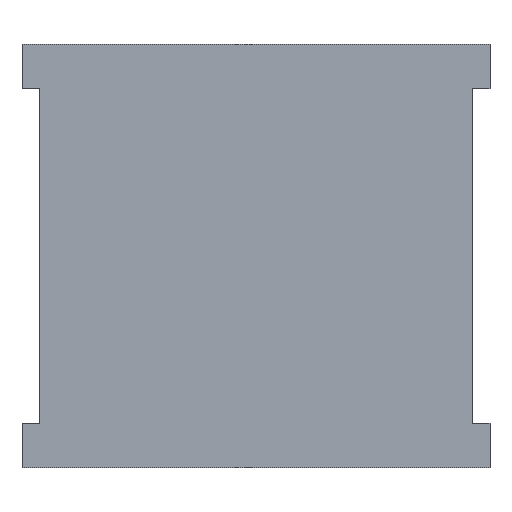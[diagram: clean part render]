
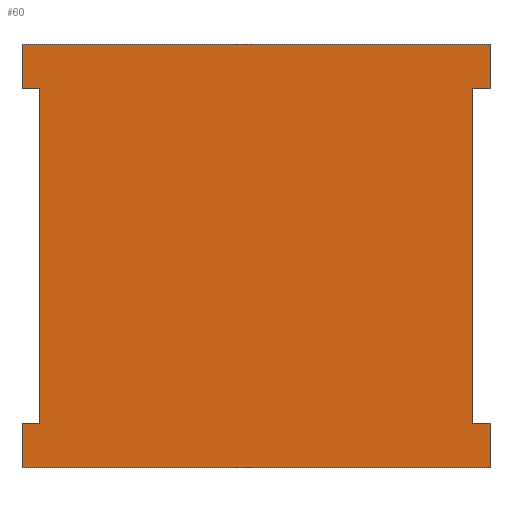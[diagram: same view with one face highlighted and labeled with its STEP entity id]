
A CAD part, front view. The second image highlights one B-rep face of the part: STEP entity #60.
In plain terms, the highlighted planar face has unit normal (0, -1, 0).
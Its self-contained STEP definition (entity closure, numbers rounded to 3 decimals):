
#60=ADVANCED_FACE('NONE',(#130),#131,.T.);
#130=FACE_OUTER_BOUND('',#242,.T.);
#131=PLANE('',#243);
#242=EDGE_LOOP('',(#839,#840,#841,#842,#843,#844,#845,#846,#847,#848,#849,#850));
#243=AXIS2_PLACEMENT_3D('',#851,#852,#853);
#839=ORIENTED_EDGE('',*,*,#1184,.T.);
#840=ORIENTED_EDGE('',*,*,#1185,.T.);
#841=ORIENTED_EDGE('',*,*,#1186,.T.);
#842=ORIENTED_EDGE('',*,*,#1187,.F.);
#843=ORIENTED_EDGE('',*,*,#1188,.F.);
#844=ORIENTED_EDGE('',*,*,#1169,.F.);
#845=ORIENTED_EDGE('',*,*,#1183,.F.);
#846=ORIENTED_EDGE('',*,*,#1174,.F.);
#847=ORIENTED_EDGE('',*,*,#1189,.F.);
#848=ORIENTED_EDGE('',*,*,#1190,.T.);
#849=ORIENTED_EDGE('',*,*,#1191,.T.);
#850=ORIENTED_EDGE('',*,*,#1192,.T.);
#851=CARTESIAN_POINT('',(0.0,-10.5,9.5));
#852=DIRECTION('',(0.0,-1.0,0.0));
#853=DIRECTION('',(0.0,0.0,-1.0));
#1169=EDGE_CURVE('NONE',#1345,#1347,#1348,.T.);
#1174=EDGE_CURVE('NONE',#1354,#1356,#1357,.T.);
#1183=EDGE_CURVE('NONE',#1356,#1345,#1369,.T.);
#1184=EDGE_CURVE('NONE',#1370,#1371,#1372,.T.);
#1185=EDGE_CURVE('NONE',#1371,#1373,#1374,.T.);
#1186=EDGE_CURVE('NONE',#1373,#1375,#1376,.T.);
#1187=EDGE_CURVE('NONE',#1377,#1375,#1378,.T.);
#1188=EDGE_CURVE('NONE',#1347,#1377,#1379,.T.);
#1189=EDGE_CURVE('NONE',#1380,#1354,#1381,.T.);
#1190=EDGE_CURVE('NONE',#1380,#1382,#1383,.T.);
#1191=EDGE_CURVE('NONE',#1382,#1384,#1385,.T.);
#1192=EDGE_CURVE('NONE',#1384,#1370,#1386,.T.);
#1345=VERTEX_POINT('NONE',#1616);
#1347=VERTEX_POINT('NONE',#1619);
#1348=LINE('',#1620,#1621);
#1354=VERTEX_POINT('NONE',#1630);
#1356=VERTEX_POINT('NONE',#1633);
#1357=LINE('',#1634,#1635);
#1369=LINE('',#1654,#1655);
#1370=VERTEX_POINT('NONE',#1656);
#1371=VERTEX_POINT('NONE',#1657);
#1372=LINE('',#1658,#1659);
#1373=VERTEX_POINT('NONE',#1660);
#1374=LINE('',#1661,#1662);
#1375=VERTEX_POINT('NONE',#1663);
#1376=LINE('',#1664,#1665);
#1377=VERTEX_POINT('NONE',#1666);
#1378=LINE('',#1667,#1668);
#1379=LINE('',#1669,#1670);
#1380=VERTEX_POINT('NONE',#1671);
#1381=LINE('',#1672,#1673);
#1382=VERTEX_POINT('NONE',#1674);
#1383=LINE('',#1675,#1676);
#1384=VERTEX_POINT('NONE',#1677);
#1385=LINE('',#1678,#1679);
#1386=LINE('',#1680,#1681);
#1616=CARTESIAN_POINT('',(20.2,-10.5,-7.5));
#1619=CARTESIAN_POINT('',(21.0,-10.5,-7.5));
#1620=CARTESIAN_POINT('',(21.0,-10.5,-7.5));
#1621=VECTOR('',#2293,1000.0);
#1630=CARTESIAN_POINT('',(21.0,-10.5,7.5));
#1633=CARTESIAN_POINT('',(20.2,-10.5,7.5));
#1634=CARTESIAN_POINT('',(19.7,-10.5,7.5));
#1635=VECTOR('',#2298,1000.0);
#1654=CARTESIAN_POINT('',(20.2,-10.5,1.75));
#1655=VECTOR('',#2309,1000.0);
#1656=CARTESIAN_POINT('',(0.8,-10.5,7.5));
#1657=CARTESIAN_POINT('',(0.8,-10.5,-7.5));
#1658=CARTESIAN_POINT('',(0.8,-10.5,1.75));
#1659=VECTOR('',#2310,1000.0);
#1660=CARTESIAN_POINT('',(0.,-10.5,-7.5));
#1661=CARTESIAN_POINT('',(0.,-10.5,-7.5));
#1662=VECTOR('',#2311,1000.0);
#1663=CARTESIAN_POINT('',(0.0,-10.5,-9.5));
#1664=CARTESIAN_POINT('',(0.0,-10.5,9.5));
#1665=VECTOR('',#2312,1000.0);
#1666=CARTESIAN_POINT('',(21.0,-10.5,-9.5));
#1667=CARTESIAN_POINT('',(0.0,-10.5,-9.5));
#1668=VECTOR('',#2313,1000.0);
#1669=CARTESIAN_POINT('',(21.0,-10.5,9.5));
#1670=VECTOR('',#2314,1000.0);
#1671=CARTESIAN_POINT('',(21.0,-10.5,9.5));
#1672=CARTESIAN_POINT('',(21.0,-10.5,9.5));
#1673=VECTOR('',#2315,1000.0);
#1674=CARTESIAN_POINT('',(0.0,-10.5,9.5));
#1675=CARTESIAN_POINT('',(0.0,-10.5,9.5));
#1676=VECTOR('',#2316,1000.0);
#1677=CARTESIAN_POINT('',(0.,-10.5,7.5));
#1678=CARTESIAN_POINT('',(0.0,-10.5,9.5));
#1679=VECTOR('',#2317,1000.0);
#1680=CARTESIAN_POINT('',(1.3,-10.5,7.5));
#1681=VECTOR('',#2318,1000.0);
#2293=DIRECTION('',(1.0,0.,0.));
#2298=DIRECTION('',(-1.0,0.,0.));
#2309=DIRECTION('',(0.,0.,-1.0));
#2310=DIRECTION('',(0.,0.0,-1.0));
#2311=DIRECTION('',(-1.0,0.0,0.));
#2312=DIRECTION('',(-0.0,-0.0,-1.0));
#2313=DIRECTION('',(-1.0,0.0,-0.0));
#2314=DIRECTION('',(-0.0,-0.0,-1.0));
#2315=DIRECTION('',(-0.0,-0.0,-1.0));
#2316=DIRECTION('',(-1.0,0.0,-0.0));
#2317=DIRECTION('',(-0.0,-0.0,-1.0));
#2318=DIRECTION('',(1.0,0.0,0.));
